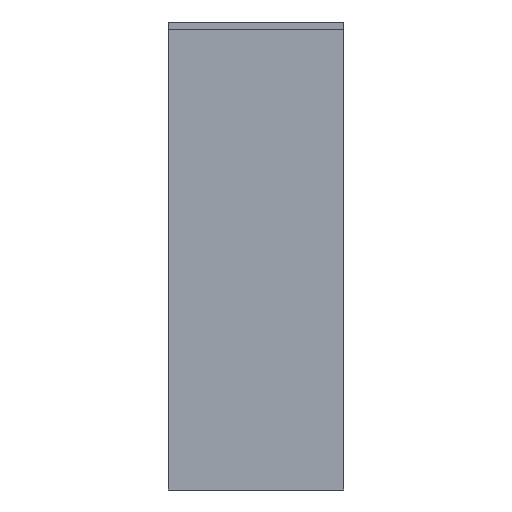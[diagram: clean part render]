
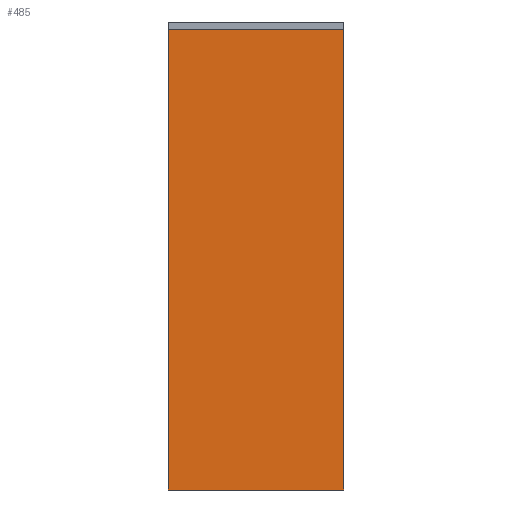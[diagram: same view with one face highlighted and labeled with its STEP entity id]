
A CAD part, left-side view. The second image highlights one B-rep face of the part: STEP entity #485.
In plain terms, the highlighted planar face has unit normal (-1, 0, 0).
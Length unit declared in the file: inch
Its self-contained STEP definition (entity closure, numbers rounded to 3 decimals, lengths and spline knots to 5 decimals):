
#309=EDGE_CURVE('',#759,#760,#761,.T.);
#327=EDGE_CURVE('',#790,#787,#791,.T.);
#365=EDGE_CURVE('',#787,#760,#842,.T.);
#485=ADVANCED_FACE('',(#1002),#1003,.T.);
#601=EDGE_CURVE('',#759,#790,#1135,.T.);
#759=VERTEX_POINT('',#1354);
#760=VERTEX_POINT('',#1355);
#761=LINE('',#1356,#1357);
#787=VERTEX_POINT('',#1396);
#790=VERTEX_POINT('',#1401);
#791=LINE('',#1402,#1403);
#842=LINE('',#1487,#1488);
#1002=FACE_OUTER_BOUND('',#1721,.T.);
#1003=PLANE('',#1722);
#1135=LINE('',#1962,#1963);
#1354=CARTESIAN_POINT('',(0.0,1.625,4.24967));
#1355=CARTESIAN_POINT('',(0.0,0.,4.24967));
#1356=CARTESIAN_POINT('',(0.0,1.625,4.24967));
#1357=VECTOR('',#2105,1.0);
#1396=CARTESIAN_POINT('',(0.0,0.,0.0));
#1401=CARTESIAN_POINT('',(0.0,1.625,0.0));
#1402=CARTESIAN_POINT('',(0.0,1.625,0.0));
#1403=VECTOR('',#2121,1.0);
#1487=CARTESIAN_POINT('',(0.0,0.,4.24967));
#1488=VECTOR('',#2160,1.0);
#1721=EDGE_LOOP('',(#2378,#2379,#2380,#2381));
#1722=AXIS2_PLACEMENT_3D('',#2382,#2383,#2384);
#1962=CARTESIAN_POINT('',(0.0,1.625,4.24967));
#1963=VECTOR('',#2539,1.0);
#2105=DIRECTION('',(0.0,-1.0,0.0));
#2121=DIRECTION('',(0.0,-1.0,0.0));
#2160=DIRECTION('',(0.0,0.0,1.0));
#2378=ORIENTED_EDGE('',*,*,#365,.T.);
#2379=ORIENTED_EDGE('',*,*,#309,.F.);
#2380=ORIENTED_EDGE('',*,*,#601,.T.);
#2381=ORIENTED_EDGE('',*,*,#327,.T.);
#2382=CARTESIAN_POINT('',(0.0,1.625,2.12483));
#2383=DIRECTION('',(-1.0,0.0,0.0));
#2384=DIRECTION('',(0.0,0.0,-1.0));
#2539=DIRECTION('',(0.0,0.0,-1.0));
